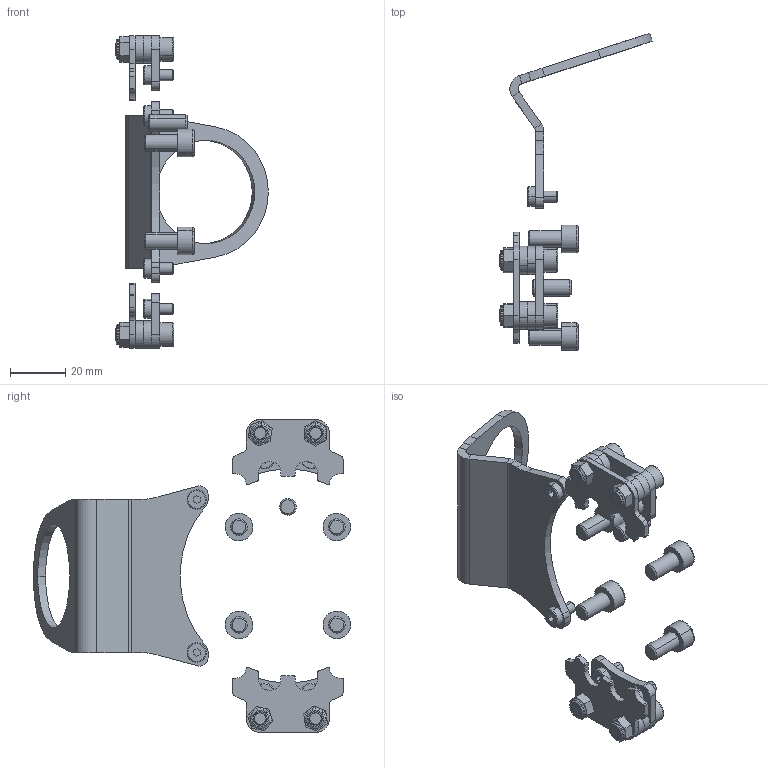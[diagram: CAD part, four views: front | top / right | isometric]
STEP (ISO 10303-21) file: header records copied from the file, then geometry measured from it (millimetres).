
FILE_DESCRIPTION (( 'STEP AP203' ), '1' );
FILE_NAME ('P5311.STEP', '2019-01-07T14:06:15', ( 'RSPlokal' ), ( 'Microsoft' ), 'SwSTEP 2.0', 'SolidWorks 2017', '' );
FILE_SCHEMA (( 'CONFIG_CONTROL_DESIGN' ));
Length unit declared in the file: millimetre
Products named in the file (1): P5311
Bounding box: 55.15 x 114.63 x 113.08 mm (x, y, z)
Volume: 24810.2 mm3; surface area: 24035.8 mm2
Topology: 32 solids, 32 shells, 558 faces, 1274 edges, 808 vertices
Faces by surface type: plane 268, cylinder 206, torus 44, cone 40
Entity records: 15873 total; most frequent: DIRECTION 2956, CARTESIAN_POINT 2641, ORIENTED_EDGE 2548, EDGE_CURVE 1274, AXIS2_PLACEMENT_3D 1123, VERTEX_POINT 808, LINE 710, VECTOR 710
